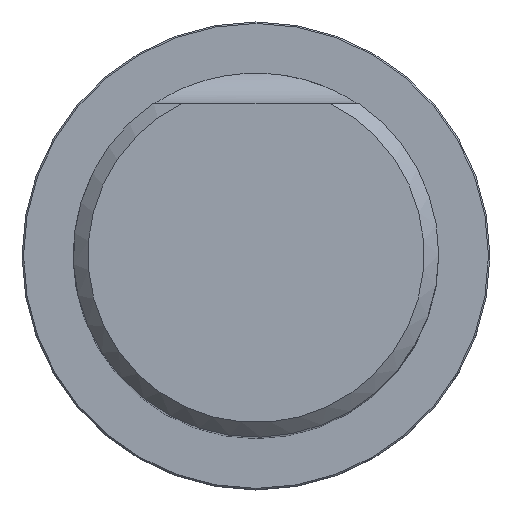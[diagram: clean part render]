
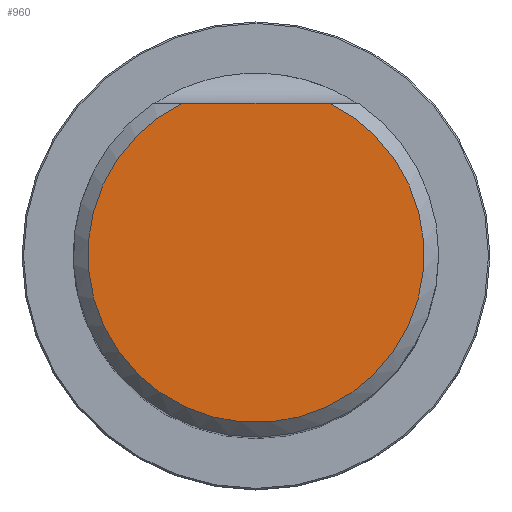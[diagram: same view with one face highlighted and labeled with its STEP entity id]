
A CAD part, top view. The second image highlights one B-rep face of the part: STEP entity #960.
In plain terms, the highlighted planar face has unit normal (0, 0, 1).
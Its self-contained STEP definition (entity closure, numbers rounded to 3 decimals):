
#202=PLANE('',#4996);
#424=LINE('',#7240,#665);
#665=VECTOR('',#5602,1.);
#960=ADVANCED_FACE('CU_SU_1',(#1294),#202,.T.);
#1294=FACE_OUTER_BOUND('',#1533,.T.);
#1533=EDGE_LOOP('',(#2242,#2243));
#1961=CIRCLE('',#4995,11.497);
#2242=ORIENTED_EDGE('',*,*,#4024,.F.);
#2243=ORIENTED_EDGE('',*,*,#4025,.F.);
#3544=VERTEX_POINT('',#7238);
#3545=VERTEX_POINT('',#7239);
#4024=EDGE_CURVE('',#3544,#3545,#1961,.T.);
#4025=EDGE_CURVE('',#3545,#3544,#424,.T.);
#4995=AXIS2_PLACEMENT_3D('',#7237,#5600,#5601);
#4996=AXIS2_PLACEMENT_3D('',#7241,#5603,#5604);
#5600=DIRECTION('',(0.,0.,-1.));
#5601=DIRECTION('',(1.,0.,0.));
#5602=DIRECTION('',(1.,0.,0.));
#5603=DIRECTION('',(0.,0.,1.));
#5604=DIRECTION('',(1.,0.,0.));
#7237=CARTESIAN_POINT('',(0.,0.,56.));
#7238=CARTESIAN_POINT('',(4.999,10.353,56.));
#7239=CARTESIAN_POINT('',(-4.999,10.353,56.));
#7240=CARTESIAN_POINT('',(-50.,10.353,56.));
#7241=CARTESIAN_POINT('',(0.,0.,56.));
